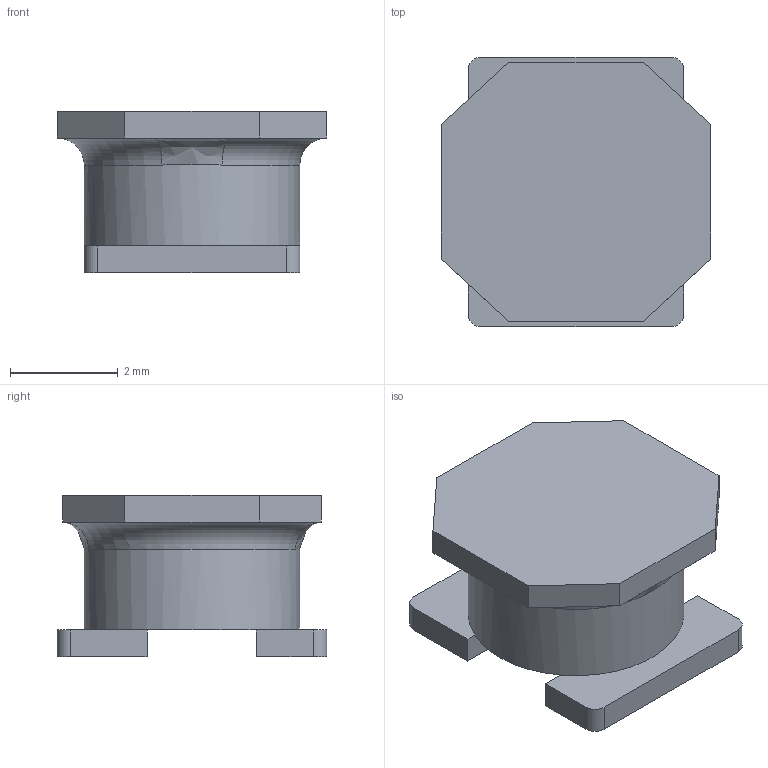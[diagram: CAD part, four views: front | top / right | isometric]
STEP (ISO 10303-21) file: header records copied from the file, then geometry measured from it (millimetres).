
FILE_DESCRIPTION(('FreeCAD Model'),'2;1');
FILE_NAME('Open CASCADE Shape Model','2023-05-01T09:50:43',('Author'),( ''),'Open CASCADE STEP processor 7.6','FreeCAD','Unknown');
FILE_SCHEMA(('AUTOMOTIVE_DESIGN { 1 0 10303 214 1 1 1 1 }'));
Length unit declared in the file: millimetre
Products named in the file (1): Body
Bounding box: 5 x 5 x 3 mm (x, y, z)
Volume: 42.3 mm3; surface area: 97.9 mm2
Topology: 1 solids, 1 shells, 36 faces, 92 edges, 58 vertices
Faces by surface type: plane 26, cylinder 5, torus 3, bspline 2
Full cylindrical faces by diameter (mm): 4 x1
Entity records: 2381 total; most frequent: CARTESIAN_POINT 499, DIRECTION 355, LINE 222, VECTOR 222, ORIENTED_EDGE 184, PCURVE 184, DEFINITIONAL_REPRESENTATION 184, EDGE_CURVE 92
